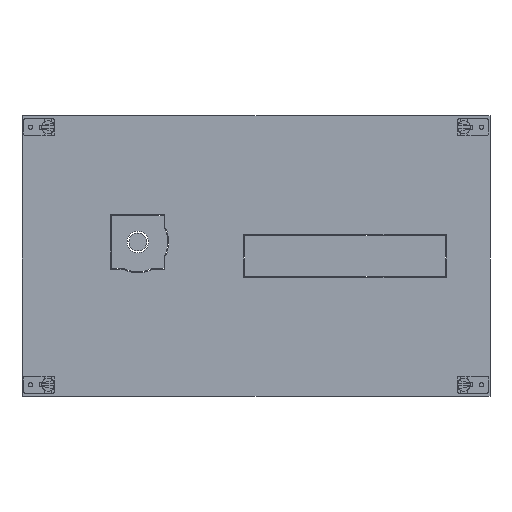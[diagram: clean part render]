
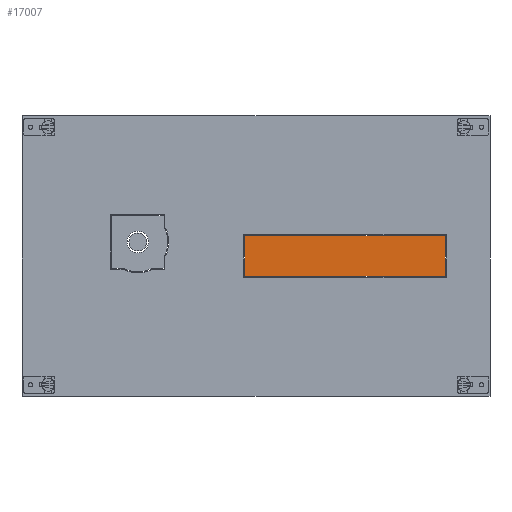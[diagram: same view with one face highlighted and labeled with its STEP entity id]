
A CAD part, top view. The second image highlights one B-rep face of the part: STEP entity #17007.
In plain terms, the highlighted planar face has unit normal (0, 0, 1).
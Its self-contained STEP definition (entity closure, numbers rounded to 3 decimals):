
#16892=DIRECTION('',(0.,-1.,0.));
#16893=VECTOR('',#16892,43.);
#16894=CARTESIAN_POINT('',(113.05,46.5,1.));
#16895=LINE('',#16894,#16893);
#16899=DIRECTION('',(-1.,0.,0.));
#16900=VECTOR('',#16899,214.);
#16901=CARTESIAN_POINT('',(327.05,46.5,1.));
#16902=LINE('',#16901,#16900);
#16906=DIRECTION('',(0.,1.,0.));
#16907=VECTOR('',#16906,43.);
#16908=CARTESIAN_POINT('',(327.05,3.5,1.));
#16909=LINE('',#16908,#16907);
#16913=DIRECTION('',(1.,0.,0.));
#16914=VECTOR('',#16913,214.);
#16915=CARTESIAN_POINT('',(113.05,3.5,1.));
#16916=LINE('',#16915,#16914);
#16976=CARTESIAN_POINT('',(113.05,46.5,1.));
#16977=CARTESIAN_POINT('',(113.05,3.5,1.));
#16978=VERTEX_POINT('',#16976);
#16979=VERTEX_POINT('',#16977);
#16980=CARTESIAN_POINT('',(327.05,3.5,1.));
#16981=VERTEX_POINT('',#16980);
#16982=CARTESIAN_POINT('',(327.05,46.5,1.));
#16983=VERTEX_POINT('',#16982);
#16992=CARTESIAN_POINT('',(0.,0.,1.));
#16993=DIRECTION('',(0.,0.,1.));
#16994=DIRECTION('',(1.,0.,0.));
#16995=AXIS2_PLACEMENT_3D('',#16992,#16993,#16994);
#16996=PLANE('',#16995);
#16998=ORIENTED_EDGE('',*,*,#16997,.F.);
#17000=ORIENTED_EDGE('',*,*,#16999,.F.);
#17002=ORIENTED_EDGE('',*,*,#17001,.F.);
#17004=ORIENTED_EDGE('',*,*,#17003,.F.);
#17005=EDGE_LOOP('',(#16998,#17000,#17002,#17004));
#17006=FACE_OUTER_BOUND('',#17005,.F.);
#16997=EDGE_CURVE('',#16978,#16979,#16895,.T.);
#16999=EDGE_CURVE('',#16983,#16978,#16902,.T.);
#17001=EDGE_CURVE('',#16981,#16983,#16909,.T.);
#17003=EDGE_CURVE('',#16979,#16981,#16916,.T.);
#17007=ADVANCED_FACE('',(#17006),#16996,.T.);
